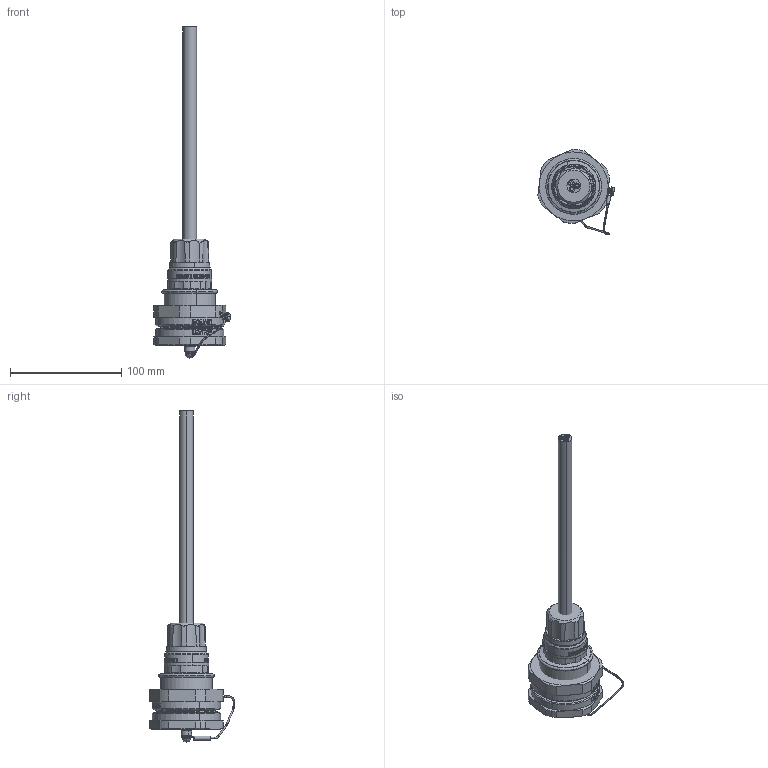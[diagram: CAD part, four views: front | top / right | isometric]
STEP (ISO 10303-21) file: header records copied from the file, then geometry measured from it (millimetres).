
FILE_DESCRIPTION (( 'STEP AP214' ), '1' );
FILE_NAME ('ORC4403-M01.STEP', '2024-03-14T15:17:25', ( '' ), ( '' ), 'SwSTEP 2.0', 'SolidWorks 2020', '' );
FILE_SCHEMA (( 'AUTOMOTIVE_DESIGN' ));
Length unit declared in the file: inch
Products named in the file (1): ORC4403-M01
Bounding box: 68.68 x 76.41 x 297.99 mm (x, y, z)
Surface area: 54427.6 mm2 (no closed solid volume)
Topology: 0 solids, 19 shells, 588 faces, 2011 edges, 1391 vertices
Faces by surface type: cylinder 207, plane 187, bspline 115, cone 57, torus 20, sphere 2
Entity records: 46605 total; most frequent: CARTESIAN_POINT 23277, ORIENTED_EDGE 3243, DIRECTION 2856, EDGE_CURVE 2011, VERTEX_POINT 1391, AXIS2_PLACEMENT_3D 1092, LINE 672, VECTOR 672
